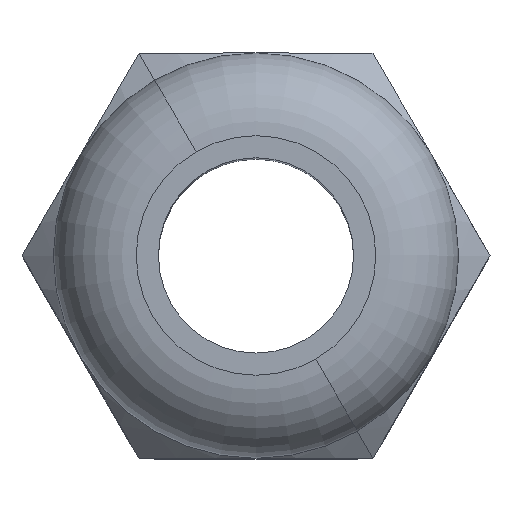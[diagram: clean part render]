
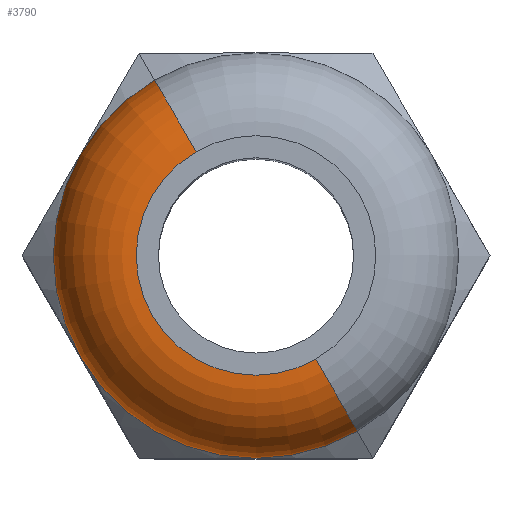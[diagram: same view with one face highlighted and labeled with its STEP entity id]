
A CAD part, top view. The second image highlights one B-rep face of the part: STEP entity #3790.
In plain terms, the highlighted toroidal (fillet/blend) face has major radius 6.5 mm and minor radius 4.5 mm.
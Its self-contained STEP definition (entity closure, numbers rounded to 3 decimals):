
#3230=CARTESIAN_POINT('',(0.,0.,
45.159));
#3240=DIRECTION('',(0.,0.,-1.));
#3250=DIRECTION('',(-0.5,0.866,0.));
#3260=AXIS2_PLACEMENT_3D('',#3230,#3240,#3250);
#3270=CIRCLE('',#3260,6.5);
#3280=CARTESIAN_POINT('',(-3.25,5.629,
45.159));
#3290=VERTEX_POINT('',#3280);
#3300=CARTESIAN_POINT('',(3.25,-5.629,45.159));
#3310=VERTEX_POINT('',#3300);
#3340=EDGE_CURVE('',#3310,#3290,#3270,.T.);
#3460=CARTESIAN_POINT('',(0.,0.,
40.659));
#3470=DIRECTION('',(0.,0.,-1.));
#3480=DIRECTION('',(-0.5,0.866,0.));
#3490=AXIS2_PLACEMENT_3D('',#3460,#3470,#3480);
#3500=TOROIDAL_SURFACE('',#3490,6.5,4.5);
#3510=CARTESIAN_POINT('',(3.25,-5.629,40.659));
#3520=DIRECTION('',(-0.866,-0.5,0.));
#3530=DIRECTION('',(0.5,-0.866,0.));
#3540=AXIS2_PLACEMENT_3D('',#3510,#3520,#3530);
#3550=CIRCLE('',#3540,4.5);
#3560=CARTESIAN_POINT('',(5.5,-9.526,
40.659));
#3570=VERTEX_POINT('',#3560);
#3580=EDGE_CURVE('',#3570,#3310,#3550,.T.);
#3590=ORIENTED_EDGE('',*,*,#3580,.T.);
#3600=CARTESIAN_POINT('',(0.,0.,
40.659));
#3610=DIRECTION('',(0.,0.,-1.));
#3620=DIRECTION('',(-0.5,0.866,0.));
#3630=AXIS2_PLACEMENT_3D('',#3600,#3610,#3620);
#3640=CIRCLE('',#3630,11.);
#3650=CARTESIAN_POINT('',(-5.5,9.526,
40.659));
#3660=VERTEX_POINT('',#3650);
#3670=EDGE_CURVE('',#3570,#3660,#3640,.T.);
#3680=ORIENTED_EDGE('',*,*,#3670,.F.);
#3690=CARTESIAN_POINT('',(-3.25,5.629,
40.659));
#3700=DIRECTION('',(0.866,0.5,0.));
#3710=DIRECTION('',(-0.5,0.866,0.));
#3720=AXIS2_PLACEMENT_3D('',#3690,#3700,#3710);
#3730=CIRCLE('',#3720,4.5);
#3740=EDGE_CURVE('',#3660,#3290,#3730,.T.);
#3750=ORIENTED_EDGE('',*,*,#3740,.F.);
#3760=ORIENTED_EDGE('',*,*,#3340,.T.);
#3770=EDGE_LOOP('',(#3760,#3750,#3680,#3590));
#3780=FACE_OUTER_BOUND('',#3770,.T.);
#3790=ADVANCED_FACE('',(#3780),#3500,.T.);
